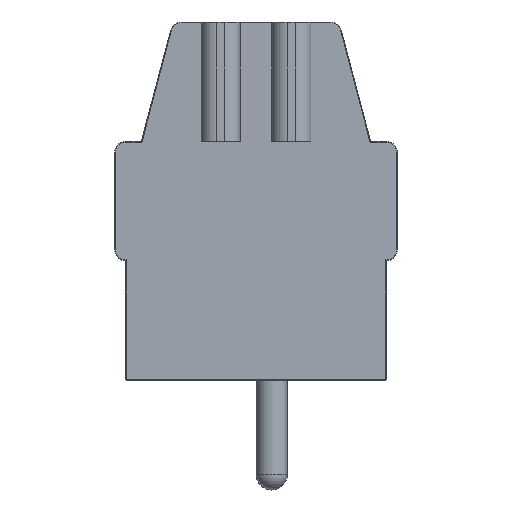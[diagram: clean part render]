
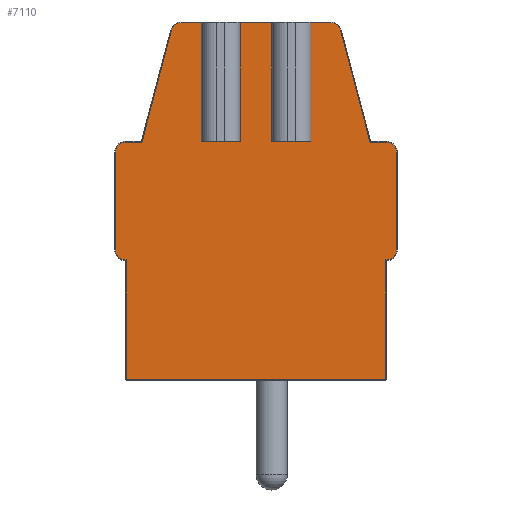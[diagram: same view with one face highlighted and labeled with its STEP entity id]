
A CAD part, front view. The second image highlights one B-rep face of the part: STEP entity #7110.
In plain terms, the highlighted planar face has unit normal (0, -1, 0).
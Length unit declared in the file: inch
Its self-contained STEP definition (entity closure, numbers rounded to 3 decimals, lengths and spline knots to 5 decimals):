
#412=LINE('',#10145,#1066);
#413=LINE('',#10169,#1067);
#417=LINE('',#10218,#1071);
#418=LINE('',#10235,#1072);
#420=LINE('',#10240,#1074);
#422=LINE('',#10285,#1076);
#424=LINE('',#10296,#1078);
#425=LINE('',#10300,#1079);
#427=LINE('',#10310,#1081);
#434=LINE('',#10338,#1088);
#435=LINE('',#10342,#1089);
#438=LINE('',#10354,#1092);
#451=LINE('',#10442,#1105);
#454=LINE('',#10449,#1108);
#456=LINE('',#10456,#1110);
#459=LINE('',#10463,#1113);
#708=LINE('',#12209,#1362);
#709=LINE('',#12211,#1363);
#1066=VECTOR('',#8226,0.3937);
#1067=VECTOR('',#8239,0.3937);
#1071=VECTOR('',#8263,0.3937);
#1072=VECTOR('',#8266,0.3937);
#1074=VECTOR('',#8270,0.3937);
#1076=VECTOR('',#8290,0.3937);
#1078=VECTOR('',#8302,0.3937);
#1079=VECTOR('',#8307,0.3937);
#1081=VECTOR('',#8321,0.3937);
#1088=VECTOR('',#8358,0.3937);
#1089=VECTOR('',#8363,0.3937);
#1092=VECTOR('',#8378,0.3937);
#1105=VECTOR('',#8457,0.3937);
#1108=VECTOR('',#8464,0.3937);
#1110=VECTOR('',#8472,0.3937);
#1113=VECTOR('',#8479,0.3937);
#1362=VECTOR('',#8944,0.3937);
#1363=VECTOR('',#8947,0.3937);
#1740=PLANE('',#7680);
#2090=FACE_OUTER_BOUND('',#2490,.T.);
#2490=EDGE_LOOP('',(#5731,#5732,#5733,#5734,#5735,#5736,#5737,#5738,#5739,
#5740,#5741,#5742,#5743,#5744,#5745,#5746,#5747,#5748,#5749,#5750,#5751,
#5752,#5753,#5754));
#2726=CIRCLE('',#7490,0.0128);
#2732=CIRCLE('',#7498,0.0128);
#2736=CIRCLE('',#7506,0.0128);
#2743=CIRCLE('',#7521,0.0128);
#2746=CIRCLE('',#7528,0.0128);
#2749=CIRCLE('',#7533,0.0128);
#2972=VERTEX_POINT('',#10143);
#2973=VERTEX_POINT('',#10144);
#2975=VERTEX_POINT('',#10164);
#2976=VERTEX_POINT('',#10168);
#2977=VERTEX_POINT('',#10185);
#2980=VERTEX_POINT('',#10205);
#2984=VERTEX_POINT('',#10220);
#2986=VERTEX_POINT('',#10239);
#2987=VERTEX_POINT('',#10256);
#2989=VERTEX_POINT('',#10275);
#2991=VERTEX_POINT('',#10281);
#2993=VERTEX_POINT('',#10287);
#2996=VERTEX_POINT('',#10295);
#2997=VERTEX_POINT('',#10299);
#2999=VERTEX_POINT('',#10305);
#3002=VERTEX_POINT('',#10329);
#3005=VERTEX_POINT('',#10337);
#3006=VERTEX_POINT('',#10341);
#3007=VERTEX_POINT('',#10346);
#3008=VERTEX_POINT('',#10350);
#3023=VERTEX_POINT('',#10440);
#3025=VERTEX_POINT('',#10448);
#3027=VERTEX_POINT('',#10454);
#3029=VERTEX_POINT('',#10462);
#3682=EDGE_CURVE('',#2972,#2973,#412,.T.);
#3688=EDGE_CURVE('',#2976,#2975,#413,.T.);
#3700=EDGE_CURVE('',#2975,#2980,#417,.T.);
#3702=EDGE_CURVE('',#2984,#2977,#418,.T.);
#3704=EDGE_CURVE('',#2980,#2986,#420,.T.);
#3709=EDGE_CURVE('',#2986,#2989,#2726,.T.);
#3714=EDGE_CURVE('',#2989,#2991,#422,.T.);
#3717=EDGE_CURVE('',#2991,#2993,#2732,.T.);
#3719=EDGE_CURVE('',#2993,#2996,#424,.T.);
#3721=EDGE_CURVE('',#2996,#2997,#425,.T.);
#3726=EDGE_CURVE('',#2997,#2999,#2736,.T.);
#3727=EDGE_CURVE('',#2999,#2987,#427,.T.);
#3739=EDGE_CURVE('',#2973,#3002,#2743,.T.);
#3741=EDGE_CURVE('',#3002,#3005,#434,.T.);
#3743=EDGE_CURVE('',#3005,#3006,#435,.T.);
#3747=EDGE_CURVE('',#3006,#3007,#2746,.T.);
#3750=EDGE_CURVE('',#3007,#3008,#438,.T.);
#3752=EDGE_CURVE('',#3008,#2976,#2749,.T.);
#3783=EDGE_CURVE('',#2972,#3023,#451,.T.);
#3786=EDGE_CURVE('',#3025,#2977,#454,.T.);
#3790=EDGE_CURVE('',#2984,#3027,#456,.T.);
#3793=EDGE_CURVE('',#3029,#2987,#459,.T.);
#4155=EDGE_CURVE('',#3023,#3025,#708,.T.);
#4156=EDGE_CURVE('',#3027,#3029,#709,.T.);
#5731=ORIENTED_EDGE('',*,*,#3682,.F.);
#5732=ORIENTED_EDGE('',*,*,#3783,.T.);
#5733=ORIENTED_EDGE('',*,*,#4155,.T.);
#5734=ORIENTED_EDGE('',*,*,#3786,.T.);
#5735=ORIENTED_EDGE('',*,*,#3702,.F.);
#5736=ORIENTED_EDGE('',*,*,#3790,.T.);
#5737=ORIENTED_EDGE('',*,*,#4156,.T.);
#5738=ORIENTED_EDGE('',*,*,#3793,.T.);
#5739=ORIENTED_EDGE('',*,*,#3727,.F.);
#5740=ORIENTED_EDGE('',*,*,#3726,.F.);
#5741=ORIENTED_EDGE('',*,*,#3721,.F.);
#5742=ORIENTED_EDGE('',*,*,#3719,.F.);
#5743=ORIENTED_EDGE('',*,*,#3717,.F.);
#5744=ORIENTED_EDGE('',*,*,#3714,.F.);
#5745=ORIENTED_EDGE('',*,*,#3709,.F.);
#5746=ORIENTED_EDGE('',*,*,#3704,.F.);
#5747=ORIENTED_EDGE('',*,*,#3700,.F.);
#5748=ORIENTED_EDGE('',*,*,#3688,.F.);
#5749=ORIENTED_EDGE('',*,*,#3752,.F.);
#5750=ORIENTED_EDGE('',*,*,#3750,.F.);
#5751=ORIENTED_EDGE('',*,*,#3747,.F.);
#5752=ORIENTED_EDGE('',*,*,#3743,.F.);
#5753=ORIENTED_EDGE('',*,*,#3741,.F.);
#5754=ORIENTED_EDGE('',*,*,#3739,.F.);
#7110=ADVANCED_FACE('',(#2090),#1740,.T.);
#7490=AXIS2_PLACEMENT_3D('',#10276,#8279,#8280);
#7498=AXIS2_PLACEMENT_3D('',#10291,#8297,#8298);
#7506=AXIS2_PLACEMENT_3D('',#10308,#8317,#8318);
#7521=AXIS2_PLACEMENT_3D('',#10333,#8353,#8354);
#7528=AXIS2_PLACEMENT_3D('',#10348,#8371,#8372);
#7533=AXIS2_PLACEMENT_3D('',#10357,#8383,#8384);
#7680=AXIS2_PLACEMENT_3D('',#12212,#8948,#8949);
#8226=DIRECTION('',(1.,0.,0.));
#8239=DIRECTION('',(0.,0.,-1.));
#8263=DIRECTION('',(-1.,0.,0.));
#8266=DIRECTION('',(1.,0.,0.));
#8270=DIRECTION('',(0.,0.,1.));
#8279=DIRECTION('center_axis',(0.,1.,0.));
#8280=DIRECTION('ref_axis',(-0.707,0.,-0.707));
#8290=DIRECTION('',(0.,0.,1.));
#8297=DIRECTION('center_axis',(0.,1.,0.));
#8298=DIRECTION('ref_axis',(-0.707,0.,0.707));
#8302=DIRECTION('',(1.,0.,0.));
#8307=DIRECTION('',(0.254,0.,0.967));
#8317=DIRECTION('center_axis',(0.,1.,0.));
#8318=DIRECTION('ref_axis',(-0.611,0.,0.792));
#8321=DIRECTION('',(1.,0.,0.));
#8353=DIRECTION('center_axis',(0.,1.,0.));
#8354=DIRECTION('ref_axis',(0.611,0.,0.792));
#8358=DIRECTION('',(0.254,0.,-0.967));
#8363=DIRECTION('',(1.,0.,0.));
#8371=DIRECTION('center_axis',(0.,1.,0.));
#8372=DIRECTION('ref_axis',(0.707,0.,0.707));
#8378=DIRECTION('',(0.,0.,-1.));
#8383=DIRECTION('center_axis',(0.,1.,0.));
#8384=DIRECTION('ref_axis',(0.707,0.,-0.707));
#8457=DIRECTION('',(0.,0.,-1.));
#8464=DIRECTION('',(0.,0.,1.));
#8472=DIRECTION('',(0.,0.,-1.));
#8479=DIRECTION('',(0.,0.,1.));
#8944=DIRECTION('',(-1.,0.,0.));
#8947=DIRECTION('',(-1.,0.,0.));
#8948=DIRECTION('center_axis',(0.,-1.,0.));
#8949=DIRECTION('ref_axis',(0.,0.,-1.));
#10143=CARTESIAN_POINT('',(0.0689,-0.28543,0.44783));
#10144=CARTESIAN_POINT('',(0.09371,-0.28543,0.44783));
#10145=CARTESIAN_POINT('',(0.,-0.28543,0.44783));
#10164=CARTESIAN_POINT('',(0.1624,-0.28543,0.00098));
#10168=CARTESIAN_POINT('',(0.1624,-0.28543,0.15063));
#10169=CARTESIAN_POINT('',(0.1624,-0.28543,0.1122));
#10185=CARTESIAN_POINT('',(0.01969,-0.28543,0.44783));
#10205=CARTESIAN_POINT('',(-0.1624,-0.28543,0.00098));
#10218=CARTESIAN_POINT('',(0.,-0.28543,0.00098));
#10220=CARTESIAN_POINT('',(-0.01969,-0.28543,0.44783));
#10235=CARTESIAN_POINT('',(0.,-0.28543,0.44783));
#10239=CARTESIAN_POINT('',(-0.1624,-0.28543,0.15063));
#10240=CARTESIAN_POINT('',(-0.1624,-0.28543,0.18701));
#10256=CARTESIAN_POINT('',(-0.0689,-0.28543,0.44783));
#10275=CARTESIAN_POINT('',(-0.17618,-0.28543,0.16339));
#10276=CARTESIAN_POINT('Origin',(-0.16339,-0.28543,
0.16339));
#10281=CARTESIAN_POINT('',(-0.17618,-0.28543,0.28543));
#10285=CARTESIAN_POINT('',(-0.17618,-0.28543,0.1122));
#10287=CARTESIAN_POINT('',(-0.16339,-0.28543,0.29823));
#10291=CARTESIAN_POINT('Origin',(-0.16339,-0.28543,
0.28543));
#10295=CARTESIAN_POINT('',(-0.14294,-0.28543,0.29823));
#10296=CARTESIAN_POINT('',(-0.08169,-0.28543,0.29823));
#10299=CARTESIAN_POINT('',(-0.10608,-0.28543,0.4383));
#10300=CARTESIAN_POINT('',(-0.12762,-0.28543,0.35647));
#10305=CARTESIAN_POINT('',(-0.09371,-0.28543,0.44783));
#10308=CARTESIAN_POINT('Origin',(-0.09371,-0.28543,
0.43504));
#10310=CARTESIAN_POINT('',(0.,-0.28543,0.44783));
#10329=CARTESIAN_POINT('',(0.10608,-0.28543,0.4383));
#10333=CARTESIAN_POINT('Origin',(0.09371,-0.28543,
0.43504));
#10337=CARTESIAN_POINT('',(0.14294,-0.28543,0.29823));
#10338=CARTESIAN_POINT('',(0.1473,-0.28543,0.28167));
#10341=CARTESIAN_POINT('',(0.16339,-0.28543,0.29823));
#10342=CARTESIAN_POINT('',(0.08858,-0.28543,0.29823));
#10346=CARTESIAN_POINT('',(0.17618,-0.28543,0.28543));
#10348=CARTESIAN_POINT('Origin',(0.16339,-0.28543,0.28543));
#10350=CARTESIAN_POINT('',(0.17618,-0.28543,0.16339));
#10354=CARTESIAN_POINT('',(0.17618,-0.28543,0.1122));
#10357=CARTESIAN_POINT('Origin',(0.16339,-0.28543,0.16339));
#10440=CARTESIAN_POINT('',(0.0689,-0.28543,0.29921));
#10442=CARTESIAN_POINT('',(0.0689,-0.28543,0.44882));
#10448=CARTESIAN_POINT('',(0.01969,-0.28543,0.29921));
#10449=CARTESIAN_POINT('',(0.01969,-0.28543,0.44882));
#10454=CARTESIAN_POINT('',(-0.01969,-0.28543,0.29921));
#10456=CARTESIAN_POINT('',(-0.01969,-0.28543,0.44882));
#10462=CARTESIAN_POINT('',(-0.0689,-0.28543,0.29921));
#10463=CARTESIAN_POINT('',(-0.0689,-0.28543,0.44882));
#12209=CARTESIAN_POINT('',(0.02215,-0.28543,0.29921));
#12211=CARTESIAN_POINT('',(-0.02215,-0.28543,0.29921));
#12212=CARTESIAN_POINT('Origin',(0.,-0.28543,
0.22441));
